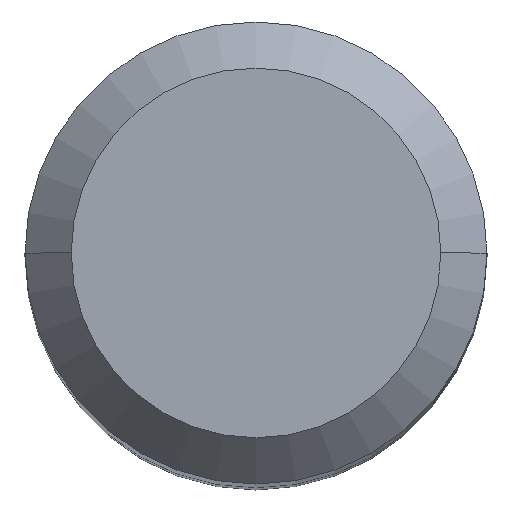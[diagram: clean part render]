
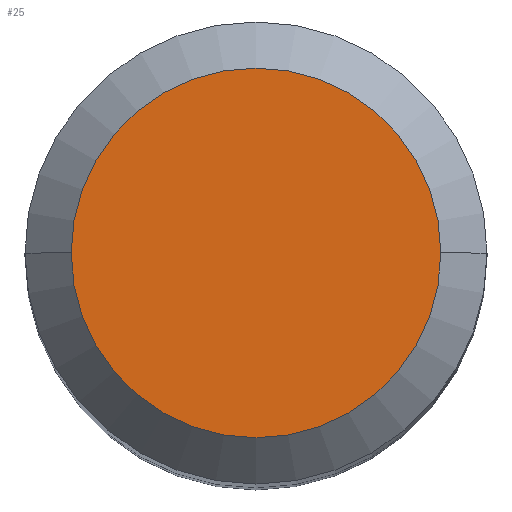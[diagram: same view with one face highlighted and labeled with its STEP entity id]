
A CAD part, top view. The second image highlights one B-rep face of the part: STEP entity #25.
In plain terms, the highlighted planar face has unit normal (0, 0, 1).
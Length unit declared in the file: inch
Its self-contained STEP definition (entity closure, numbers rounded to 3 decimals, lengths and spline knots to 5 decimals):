
#13 = DIRECTION ( 'NONE',  ( 0., 0., 1. ) ) ;
#25 = ADVANCED_FACE ( 'NONE', ( #244 ), #361, .F. ) ;
#53 = DIRECTION ( 'NONE',  ( -1., 0., 0. ) ) ;
#58 = ORIENTED_EDGE ( 'NONE', *, *, #328, .T. ) ;
#70 = CARTESIAN_POINT ( 'NONE',  ( -0.126, 0., 0. ) ) ;
#116 = DIRECTION ( 'NONE',  ( 1., 0., 0. ) ) ;
#122 = AXIS2_PLACEMENT_3D ( 'NONE', #283, #356, #53 ) ;
#148 = CARTESIAN_POINT ( 'NONE',  ( 0., 0., 0. ) ) ;
#149 = EDGE_CURVE ( 'NONE', #481, #161, #482, .T. ) ;
#154 = ORIENTED_EDGE ( 'NONE', *, *, #149, .T. ) ;
#161 = VERTEX_POINT ( 'NONE', #70 ) ;
#169 = AXIS2_PLACEMENT_3D ( 'NONE', #464, #13, #116 ) ;
#184 = DIRECTION ( 'NONE',  ( 1., 0., 0. ) ) ;
#241 = EDGE_LOOP ( 'NONE', ( #58, #154 ) ) ;
#244 = FACE_OUTER_BOUND ( 'NONE', #241, .T. ) ;
#256 = DIRECTION ( 'NONE',  ( 0., 0., 1. ) ) ;
#283 = CARTESIAN_POINT ( 'NONE',  ( 0., 0., 0. ) ) ;
#289 = CARTESIAN_POINT ( 'NONE',  ( 0.126, 0., 0. ) ) ;
#328 = EDGE_CURVE ( 'NONE', #161, #481, #330, .T. ) ;
#330 = CIRCLE ( 'NONE', #169, 0.126 ) ;
#347 = AXIS2_PLACEMENT_3D ( 'NONE', #148, #256, #184 ) ;
#356 = DIRECTION ( 'NONE',  ( 0., 0., -1. ) ) ;
#361 = PLANE ( 'NONE',  #122 ) ;
#464 = CARTESIAN_POINT ( 'NONE',  ( 0., 0., 0. ) ) ;
#481 = VERTEX_POINT ( 'NONE', #289 ) ;
#482 = CIRCLE ( 'NONE', #347, 0.126 ) ;
